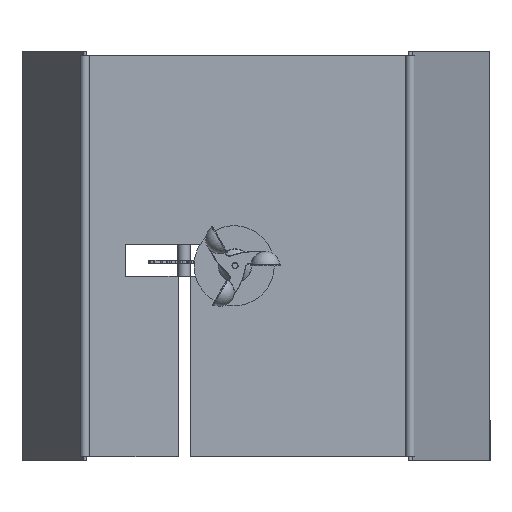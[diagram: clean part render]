
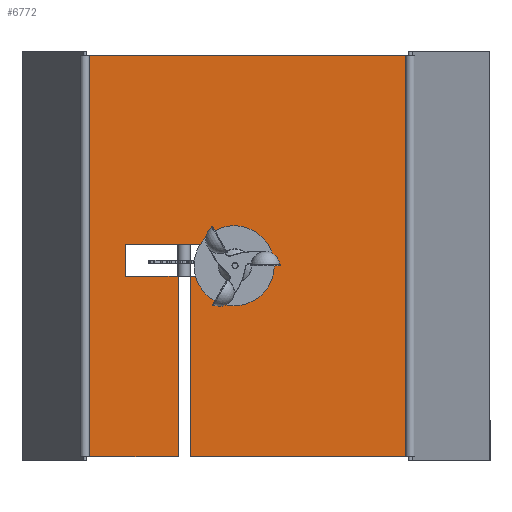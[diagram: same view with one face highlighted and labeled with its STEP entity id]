
A CAD part, top view. The second image highlights one B-rep face of the part: STEP entity #6772.
In plain terms, the highlighted planar face has unit normal (0, 0, 1).
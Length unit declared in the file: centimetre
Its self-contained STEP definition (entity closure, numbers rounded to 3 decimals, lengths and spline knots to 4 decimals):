
#1232=FACE_OUTER_BOUND('',#1652,.T.);
#1652=EDGE_LOOP('',(#6158,#6159,#6160,#6161,#6162,#6163,#6164,#6165,#6166,
#6167,#6168,#6169));
#2101=LINE('',#25788,#2575);
#2103=LINE('',#25797,#2577);
#2114=LINE('',#25820,#2588);
#2118=LINE('',#25829,#2592);
#2120=LINE('',#25834,#2594);
#2122=LINE('',#25837,#2596);
#2123=LINE('',#25840,#2597);
#2125=LINE('',#25843,#2599);
#2126=LINE('',#25846,#2600);
#2132=LINE('',#25861,#2606);
#2133=LINE('',#25864,#2607);
#2134=LINE('',#25865,#2608);
#2575=VECTOR('',#9315,1.);
#2577=VECTOR('',#9323,1.);
#2588=VECTOR('',#9340,1.);
#2592=VECTOR('',#9348,1.);
#2594=VECTOR('',#9352,1.);
#2596=VECTOR('',#9356,1.);
#2597=VECTOR('',#9359,1.);
#2599=VECTOR('',#9363,1.);
#2600=VECTOR('',#9366,1.);
#2606=VECTOR('',#9380,1.);
#2607=VECTOR('',#9383,1.);
#2608=VECTOR('',#9384,1.);
#3231=VERTEX_POINT('',#25785);
#3232=VERTEX_POINT('',#25787);
#3235=VERTEX_POINT('',#25794);
#3236=VERTEX_POINT('',#25796);
#3245=VERTEX_POINT('',#25819);
#3248=VERTEX_POINT('',#25827);
#3249=VERTEX_POINT('',#25831);
#3250=VERTEX_POINT('',#25833);
#3251=VERTEX_POINT('',#25839);
#3252=VERTEX_POINT('',#25845);
#3257=VERTEX_POINT('',#25859);
#3258=VERTEX_POINT('',#25863);
#4194=EDGE_CURVE('',#3232,#3231,#2101,.T.);
#4198=EDGE_CURVE('',#3236,#3235,#2103,.T.);
#4210=EDGE_CURVE('',#3245,#3232,#2114,.T.);
#4215=EDGE_CURVE('',#3248,#3231,#2118,.T.);
#4217=EDGE_CURVE('',#3250,#3249,#2120,.T.);
#4219=EDGE_CURVE('',#3235,#3250,#2122,.T.);
#4220=EDGE_CURVE('',#3251,#3245,#2123,.T.);
#4222=EDGE_CURVE('',#3249,#3251,#2125,.T.);
#4223=EDGE_CURVE('',#3236,#3252,#2126,.T.);
#4231=EDGE_CURVE('',#3248,#3257,#2132,.T.);
#4232=EDGE_CURVE('',#3258,#3257,#2133,.T.);
#4233=EDGE_CURVE('',#3252,#3258,#2134,.T.);
#6158=ORIENTED_EDGE('',*,*,#4198,.T.);
#6159=ORIENTED_EDGE('',*,*,#4219,.T.);
#6160=ORIENTED_EDGE('',*,*,#4217,.T.);
#6161=ORIENTED_EDGE('',*,*,#4222,.T.);
#6162=ORIENTED_EDGE('',*,*,#4220,.T.);
#6163=ORIENTED_EDGE('',*,*,#4210,.T.);
#6164=ORIENTED_EDGE('',*,*,#4194,.T.);
#6165=ORIENTED_EDGE('',*,*,#4215,.F.);
#6166=ORIENTED_EDGE('',*,*,#4231,.T.);
#6167=ORIENTED_EDGE('',*,*,#4232,.F.);
#6168=ORIENTED_EDGE('',*,*,#4233,.F.);
#6169=ORIENTED_EDGE('',*,*,#4223,.F.);
#6387=PLANE('',#7550);
#6772=ADVANCED_FACE('',(#1232),#6387,.T.);
#7550=AXIS2_PLACEMENT_3D('',#25862,#9381,#9382);
#9315=DIRECTION('',(0.,-1.,0.));
#9323=DIRECTION('',(0.,1.,0.));
#9340=DIRECTION('',(-1.,0.,0.));
#9348=DIRECTION('',(-1.,0.,0.));
#9352=DIRECTION('',(0.,1.,0.));
#9356=DIRECTION('',(-1.,0.,0.));
#9359=DIRECTION('',(0.,-1.,0.));
#9363=DIRECTION('',(1.,0.,0.));
#9366=DIRECTION('',(-1.,0.,0.));
#9380=DIRECTION('',(0.,1.,0.));
#9381=DIRECTION('center_axis',(0.,0.,1.));
#9382=DIRECTION('ref_axis',(1.,0.,0.));
#9383=DIRECTION('',(1.,0.,0.));
#9384=DIRECTION('',(0.,1.,0.));
#25785=CARTESIAN_POINT('',(-1.3767,-5.,-4.5));
#25787=CARTESIAN_POINT('',(-1.3767,-0.5,-4.5));
#25788=CARTESIAN_POINT('',(-1.3767,-5.,-4.5));
#25794=CARTESIAN_POINT('',(-1.676,-0.5,-4.5));
#25796=CARTESIAN_POINT('',(-1.676,-5.,-4.5));
#25797=CARTESIAN_POINT('',(-1.676,-5.,-4.5));
#25819=CARTESIAN_POINT('',(-0.5,-0.5,-4.5));
#25820=CARTESIAN_POINT('',(-2.25,-0.5,-4.5));
#25827=CARTESIAN_POINT('',(4.1127,-5.,-4.5));
#25829=CARTESIAN_POINT('',(-4.,-5.,-4.5));
#25831=CARTESIAN_POINT('',(-2.9864,0.3029,-4.5));
#25833=CARTESIAN_POINT('',(-2.9864,-0.5,-4.5));
#25834=CARTESIAN_POINT('',(-2.9864,-0.25,-4.5));
#25837=CARTESIAN_POINT('',(-2.25,-0.5,-4.5));
#25839=CARTESIAN_POINT('',(-0.5,0.3029,-4.5));
#25840=CARTESIAN_POINT('',(-0.5,0.1514,-4.5));
#25843=CARTESIAN_POINT('',(-3.4932,0.3029,-4.5));
#25845=CARTESIAN_POINT('',(-4.,-5.,-4.5));
#25846=CARTESIAN_POINT('',(-4.,-5.,-4.5));
#25859=CARTESIAN_POINT('',(4.1127,5.,-4.5));
#25861=CARTESIAN_POINT('',(4.1127,0.,-4.5));
#25862=CARTESIAN_POINT('Origin',(-4.,0.,-4.5));
#25863=CARTESIAN_POINT('',(-4.,5.,-4.5));
#25864=CARTESIAN_POINT('',(-4.,5.,-4.5));
#25865=CARTESIAN_POINT('',(-4.,0.,-4.5));
